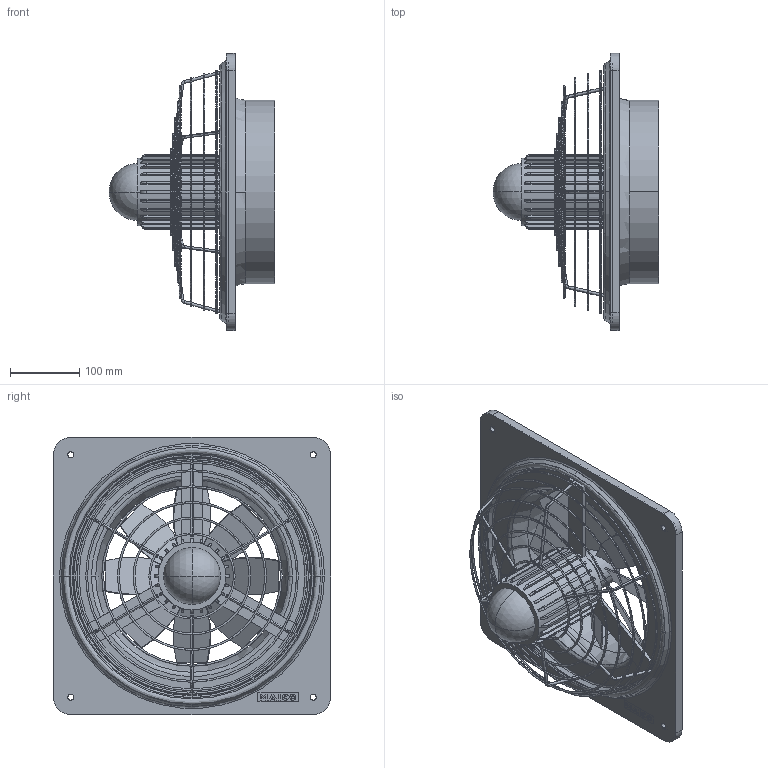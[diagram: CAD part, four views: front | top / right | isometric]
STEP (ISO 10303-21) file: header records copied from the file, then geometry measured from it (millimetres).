
FILE_DESCRIPTION (( 'STEP AP214' ), '1' );
FILE_NAME ('0083-0141.STEP', '2015-02-06T18:35:15', ( '' ), ( '' ), 'SwSTEP 2.0', 'SolidWorks 2013', '' );
FILE_SCHEMA (( 'AUTOMOTIVE_DESIGN' ));
Length unit declared in the file: millimetre
Products named in the file (1): 0083-0141
Bounding box: 239.5 x 400 x 400 mm (x, y, z)
Volume: 1757868.9 mm3; surface area: 649502.1 mm2
Topology: 1 solids, 1 shells, 432 faces, 1254 edges, 791 vertices
Faces by surface type: plane 156, cylinder 106, bspline 92, torus 48, cone 24, sphere 6
Entity records: 26711 total; most frequent: CARTESIAN_POINT 11170, ORIENTED_EDGE 2500, DIRECTION 1975, EDGE_CURVE 1250, VERTEX_POINT 791, AXIS2_PLACEMENT_3D 781, EDGE_LOOP 513, CIRCLE 440
